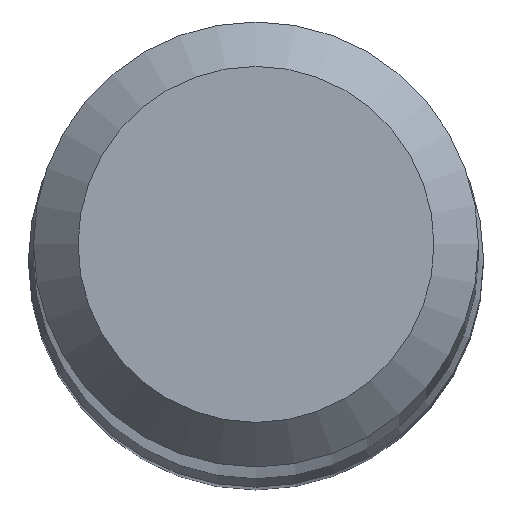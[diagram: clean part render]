
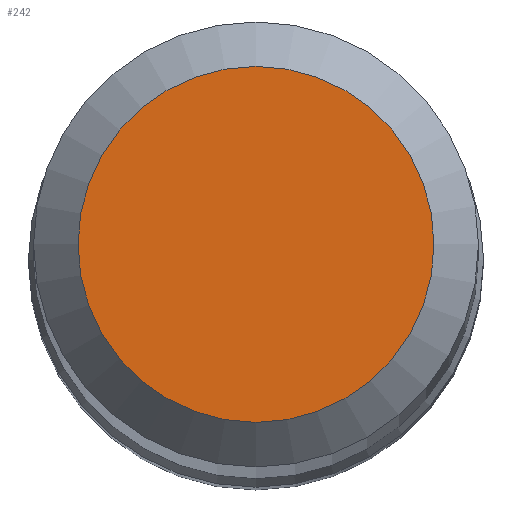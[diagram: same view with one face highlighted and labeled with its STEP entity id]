
A CAD part, top view. The second image highlights one B-rep face of the part: STEP entity #242.
In plain terms, the highlighted planar face has unit normal (0, 0, 1).
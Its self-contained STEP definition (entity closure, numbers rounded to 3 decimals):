
#34 = AXIS2_PLACEMENT_3D ( 'NONE', #132, #108, #232 ) ;
#72 = ORIENTED_EDGE ( 'NONE', *, *, #131, .F. ) ;
#73 = AXIS2_PLACEMENT_3D ( 'NONE', #128, #265, #271 ) ;
#108 = DIRECTION ( 'NONE',  ( 0., 0., 1. ) ) ;
#128 = CARTESIAN_POINT ( 'NONE',  ( 0., 0., 70. ) ) ;
#131 = EDGE_CURVE ( 'NONE', #230, #230, #233, .T. ) ;
#132 = CARTESIAN_POINT ( 'NONE',  ( 0., 0., 70. ) ) ;
#186 = CARTESIAN_POINT ( 'NONE',  ( 0., 1.2, 70. ) ) ;
#203 = PLANE ( 'NONE',  #34 ) ;
#218 = FACE_OUTER_BOUND ( 'NONE', #262, .T. ) ;
#230 = VERTEX_POINT ( 'NONE', #186 ) ;
#232 = DIRECTION ( 'NONE',  ( 0., -1., 0. ) ) ;
#233 = CIRCLE ( 'NONE', #73, 1.2 ) ;
#242 = ADVANCED_FACE ( 'NONE', ( #218 ), #203, .T. ) ;
#262 = EDGE_LOOP ( 'NONE', ( #72 ) ) ;
#265 = DIRECTION ( 'NONE',  ( 0., 0., -1. ) ) ;
#271 = DIRECTION ( 'NONE',  ( 0., 1., 0. ) ) ;
